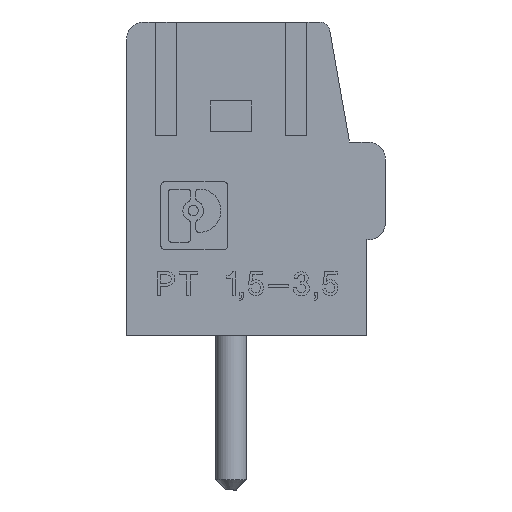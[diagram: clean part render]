
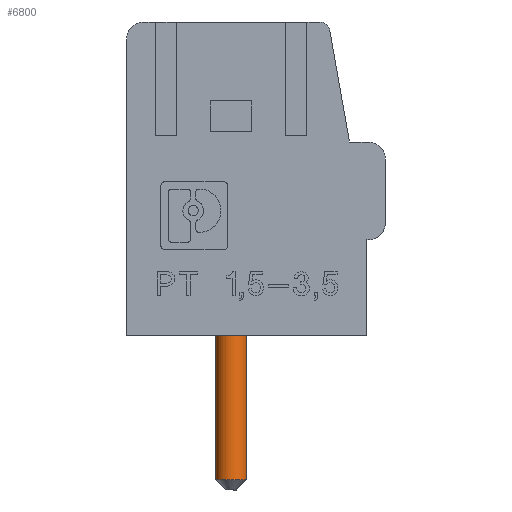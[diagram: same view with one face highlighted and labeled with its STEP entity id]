
A CAD part, left-side view. The second image highlights one B-rep face of the part: STEP entity #6800.
In plain terms, the highlighted cylindrical face has radius 0.45 mm (diameter 0.9 mm), a partial arc.
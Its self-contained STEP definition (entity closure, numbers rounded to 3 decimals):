
#4000=CARTESIAN_POINT('',(-8.275,-3.45,
-2.05));
#4010=DIRECTION('',(0.,-1.,0.));
#4020=DIRECTION('',(0.,0.,1.));
#4030=AXIS2_PLACEMENT_3D('',#4000,#4010,#4020);
#4040=CIRCLE('',#4030,0.45);
#4050=CARTESIAN_POINT('',(-8.275,-3.45,
-1.6));
#4060=VERTEX_POINT('',#4050);
#4070=CARTESIAN_POINT('',(-8.275,-3.45,
-2.5));
#4080=VERTEX_POINT('',#4070);
#4090=EDGE_CURVE('',#4060,#4080,#4040,.T.);
#6490=CARTESIAN_POINT('',(-8.275,-3.5,
-2.05));
#6500=DIRECTION('',(0.,-1.,0.));
#6510=DIRECTION('',(0.,0.,1.));
#6520=AXIS2_PLACEMENT_3D('',#6490,#6500,#6510);
#6530=CYLINDRICAL_SURFACE('',#6520,0.45);
#6540=CARTESIAN_POINT('',(-8.275,-3.5,
-2.5));
#6550=DIRECTION('',(0.,-1.,0.));
#6560=VECTOR('',#6550,1.);
#6570=LINE('',#6540,#6560);
#6580=CARTESIAN_POINT('',(-8.275,-8.3,-2.5));
#6590=VERTEX_POINT('',#6580);
#6600=EDGE_CURVE('',#4080,#6590,#6570,.T.);
#6610=ORIENTED_EDGE('',*,*,#6600,.T.);
#6620=ORIENTED_EDGE('',*,*,#4090,.T.);
#6630=CARTESIAN_POINT('',(-8.275,-3.5,
-1.6));
#6640=DIRECTION('',(0.,-1.,0.));
#6650=VECTOR('',#6640,1.);
#6660=LINE('',#6630,#6650);
#6670=CARTESIAN_POINT('',(-8.275,-8.3,
-1.6));
#6680=VERTEX_POINT('',#6670);
#6690=EDGE_CURVE('',#4060,#6680,#6660,.T.);
#6700=ORIENTED_EDGE('',*,*,#6690,.F.);
#6710=CARTESIAN_POINT('',(-8.275,-8.3,
-2.05));
#6720=DIRECTION('',(0.,1.,0.));
#6730=DIRECTION('',(0.,0.,-1.));
#6740=AXIS2_PLACEMENT_3D('',#6710,#6720,#6730);
#6750=CIRCLE('',#6740,0.45);
#6760=EDGE_CURVE('',#6590,#6680,#6750,.T.);
#6770=ORIENTED_EDGE('',*,*,#6760,.T.);
#6780=EDGE_LOOP('',(#6770,#6700,#6620,#6610));
#6790=FACE_OUTER_BOUND('',#6780,.T.);
#6800=ADVANCED_FACE('',(#6790),#6530,.T.);
